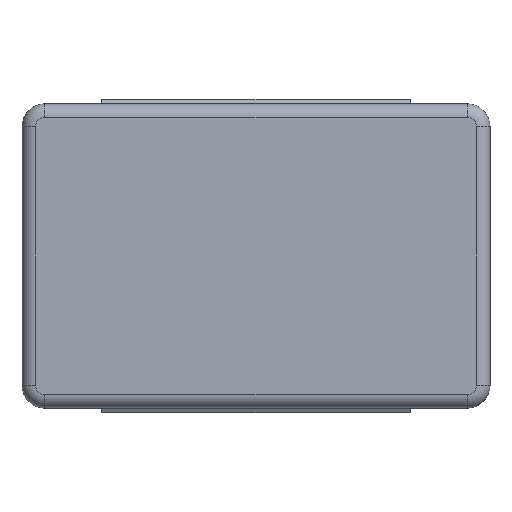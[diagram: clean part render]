
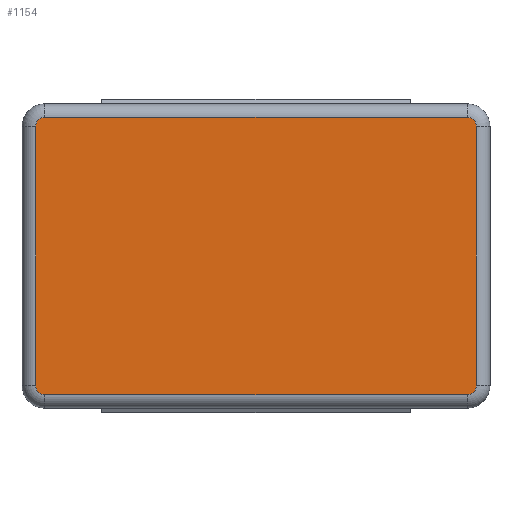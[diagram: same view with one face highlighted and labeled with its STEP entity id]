
A CAD part, front view. The second image highlights one B-rep face of the part: STEP entity #1154.
In plain terms, the highlighted face is planar.
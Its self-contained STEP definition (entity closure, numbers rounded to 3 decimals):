
#88 = ORIENTED_EDGE ( 'NONE', *, *, #891, .T. ) ;
#252 = ORIENTED_EDGE ( 'NONE', *, *, #1382, .T. ) ;
#337 = LINE ( 'NONE', #787, #2502 ) ;
#359 = CARTESIAN_POINT ( 'NONE',  ( -46.5, 5., -28.5 ) ) ;
#453 = CARTESIAN_POINT ( 'NONE',  ( -46.5, 5., -30.5 ) ) ;
#538 = CARTESIAN_POINT ( 'NONE',  ( 46.5, 5., -28.5 ) ) ;
#635 = CIRCLE ( 'NONE', #2173, 2. ) ;
#698 = CARTESIAN_POINT ( 'NONE',  ( -48.5, 5., 28.5 ) ) ;
#787 = CARTESIAN_POINT ( 'NONE',  ( 46.5, 5., 30.5 ) ) ;
#800 = AXIS2_PLACEMENT_3D ( 'NONE', #4782, #2025, #3128 ) ;
#802 = VERTEX_POINT ( 'NONE', #917 ) ;
#833 = DIRECTION ( 'NONE',  ( 0., 1., 0. ) ) ;
#891 = EDGE_CURVE ( 'NONE', #802, #1275, #3432, .T. ) ;
#917 = CARTESIAN_POINT ( 'NONE',  ( 48.5, 5., 28.5 ) ) ;
#920 = DIRECTION ( 'NONE',  ( 0., 1., 0. ) ) ;
#972 = LINE ( 'NONE', #453, #1064 ) ;
#1013 = ORIENTED_EDGE ( 'NONE', *, *, #1635, .T. ) ;
#1064 = VECTOR ( 'NONE', #2095, 1000. ) ;
#1087 = CARTESIAN_POINT ( 'NONE',  ( -48.5, 5., 28.5 ) ) ;
#1119 = DIRECTION ( 'NONE',  ( 0., 1., 0. ) ) ;
#1154 = ADVANCED_FACE ( 'NONE', ( #4127 ), #2457, .T. ) ;
#1275 = VERTEX_POINT ( 'NONE', #2215 ) ;
#1366 = CARTESIAN_POINT ( 'NONE',  ( 0., 5., 0. ) ) ;
#1382 = EDGE_CURVE ( 'NONE', #2391, #802, #5183, .T. ) ;
#1443 = CARTESIAN_POINT ( 'NONE',  ( 48.5, 5., -28.5 ) ) ;
#1547 = ORIENTED_EDGE ( 'NONE', *, *, #2913, .T. ) ;
#1613 = CARTESIAN_POINT ( 'NONE',  ( -46.5, 5., 30.5 ) ) ;
#1635 = EDGE_CURVE ( 'NONE', #1275, #5073, #2601, .T. ) ;
#1650 = CIRCLE ( 'NONE', #1991, 2. ) ;
#1657 = EDGE_CURVE ( 'NONE', #5323, #2822, #1650, .T. ) ;
#1687 = ORIENTED_EDGE ( 'NONE', *, *, #5240, .T. ) ;
#1853 = LINE ( 'NONE', #1087, #3831 ) ;
#1941 = CARTESIAN_POINT ( 'NONE',  ( 46.5, 5., 30.5 ) ) ;
#1991 = AXIS2_PLACEMENT_3D ( 'NONE', #2489, #920, #2172 ) ;
#2025 = DIRECTION ( 'NONE',  ( 0., 1., 0. ) ) ;
#2095 = DIRECTION ( 'NONE',  ( -1., 0., 0. ) ) ;
#2172 = DIRECTION ( 'NONE',  ( 0., 0., 1. ) ) ;
#2173 = AXIS2_PLACEMENT_3D ( 'NONE', #359, #1119, #3149 ) ;
#2200 = ORIENTED_EDGE ( 'NONE', *, *, #3654, .T. ) ;
#2215 = CARTESIAN_POINT ( 'NONE',  ( 48.5, 5., -28.5 ) ) ;
#2240 = EDGE_LOOP ( 'NONE', ( #1547, #2200, #1687, #5169, #4776, #252, #88, #1013 ) ) ;
#2391 = VERTEX_POINT ( 'NONE', #1941 ) ;
#2457 = PLANE ( 'NONE',  #5179 ) ;
#2489 = CARTESIAN_POINT ( 'NONE',  ( -46.5, 5., 28.5 ) ) ;
#2502 = VECTOR ( 'NONE', #5261, 1000. ) ;
#2601 = CIRCLE ( 'NONE', #4840, 2. ) ;
#2799 = EDGE_CURVE ( 'NONE', #2822, #2391, #337, .T. ) ;
#2822 = VERTEX_POINT ( 'NONE', #1613 ) ;
#2913 = EDGE_CURVE ( 'NONE', #5073, #5079, #972, .T. ) ;
#2935 = CARTESIAN_POINT ( 'NONE',  ( -48.5, 5., -28.5 ) ) ;
#2955 = DIRECTION ( 'NONE',  ( 0., 0., 1. ) ) ;
#3080 = DIRECTION ( 'NONE',  ( 0., 0., -1. ) ) ;
#3128 = DIRECTION ( 'NONE',  ( 0., 0., 1. ) ) ;
#3149 = DIRECTION ( 'NONE',  ( 0., 0., 1. ) ) ;
#3432 = LINE ( 'NONE', #1443, #5093 ) ;
#3654 = EDGE_CURVE ( 'NONE', #5079, #4657, #635, .T. ) ;
#3831 = VECTOR ( 'NONE', #4816, 1000. ) ;
#4080 = CARTESIAN_POINT ( 'NONE',  ( 46.5, 5., -30.5 ) ) ;
#4127 = FACE_OUTER_BOUND ( 'NONE', #2240, .T. ) ;
#4551 = DIRECTION ( 'NONE',  ( 0., 1., 0. ) ) ;
#4657 = VERTEX_POINT ( 'NONE', #2935 ) ;
#4776 = ORIENTED_EDGE ( 'NONE', *, *, #2799, .T. ) ;
#4782 = CARTESIAN_POINT ( 'NONE',  ( 46.5, 5., 28.5 ) ) ;
#4807 = CARTESIAN_POINT ( 'NONE',  ( -46.5, 5., -30.5 ) ) ;
#4816 = DIRECTION ( 'NONE',  ( 0., 0., 1. ) ) ;
#4840 = AXIS2_PLACEMENT_3D ( 'NONE', #538, #4551, #2955 ) ;
#4988 = DIRECTION ( 'NONE',  ( 0., 0., 1. ) ) ;
#5073 = VERTEX_POINT ( 'NONE', #4080 ) ;
#5079 = VERTEX_POINT ( 'NONE', #4807 ) ;
#5093 = VECTOR ( 'NONE', #3080, 1000. ) ;
#5169 = ORIENTED_EDGE ( 'NONE', *, *, #1657, .T. ) ;
#5179 = AXIS2_PLACEMENT_3D ( 'NONE', #1366, #833, #4988 ) ;
#5183 = CIRCLE ( 'NONE', #800, 2. ) ;
#5240 = EDGE_CURVE ( 'NONE', #4657, #5323, #1853, .T. ) ;
#5261 = DIRECTION ( 'NONE',  ( 1., 0., 0. ) ) ;
#5323 = VERTEX_POINT ( 'NONE', #698 ) ;
